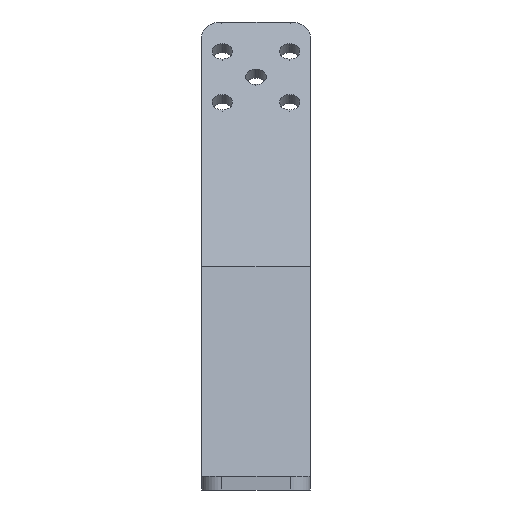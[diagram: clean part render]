
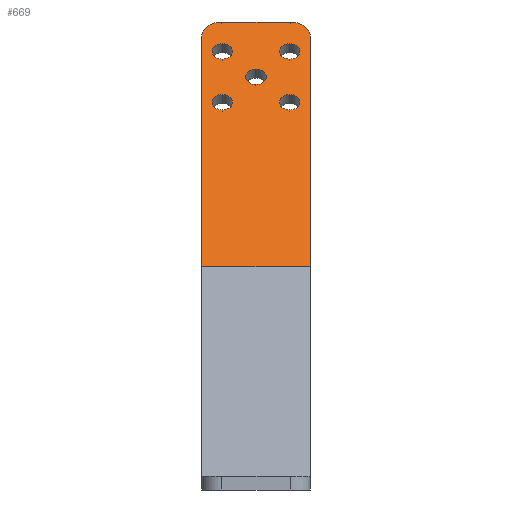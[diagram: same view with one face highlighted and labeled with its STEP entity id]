
A CAD part, front view. The second image highlights one B-rep face of the part: STEP entity #669.
In plain terms, the highlighted planar face has unit normal (0, -0.755, 0.656).
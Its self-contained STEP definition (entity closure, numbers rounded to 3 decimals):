
#2 = CARTESIAN_POINT ( 'NONE',  ( 0., 74.504, 59.574 ) ) ;
#8 = VERTEX_POINT ( 'NONE', #285 ) ;
#11 = DIRECTION ( 'NONE',  ( 0., 0.656, 0.755 ) ) ;
#42 = VERTEX_POINT ( 'NONE', #1144 ) ;
#58 = CARTESIAN_POINT ( 'NONE',  ( 0., 75.488, 60.706 ) ) ;
#59 = DIRECTION ( 'NONE',  ( -1., 0., 0. ) ) ;
#67 = ORIENTED_EDGE ( 'NONE', *, *, #328, .T. ) ;
#79 = VERTEX_POINT ( 'NONE', #2 ) ;
#86 = VERTEX_POINT ( 'NONE', #905 ) ;
#90 = DIRECTION ( 'NONE',  ( 0., -0.755, 0.656 ) ) ;
#91 = EDGE_CURVE ( 'NONE', #42, #793, #1136, .T. ) ;
#98 = EDGE_CURVE ( 'NONE', #663, #522, #412, .T. ) ;
#119 = AXIS2_PLACEMENT_3D ( 'NONE', #164, #1035, #643 ) ;
#157 = VECTOR ( 'NONE', #641, 1000. ) ;
#163 = DIRECTION ( 'NONE',  ( 0., -0.755, 0.656 ) ) ;
#164 = CARTESIAN_POINT ( 'NONE',  ( 4.95, 78.735, 64.442 ) ) ;
#170 = DIRECTION ( 'NONE',  ( 0., 0.656, 0.755 ) ) ;
#193 = VERTEX_POINT ( 'NONE', #626 ) ;
#225 = EDGE_CURVE ( 'NONE', #611, #86, #475, .T. ) ;
#237 = EDGE_LOOP ( 'NONE', ( #665, #1138 ) ) ;
#241 = DIRECTION ( 'NONE',  ( 0., 0.656, 0.755 ) ) ;
#246 = ORIENTED_EDGE ( 'NONE', *, *, #560, .T. ) ;
#252 = CIRCLE ( 'NONE', #1236, 1.5 ) ;
#257 = FACE_BOUND ( 'NONE', #576, .T. ) ;
#259 = CARTESIAN_POINT ( 'NONE',  ( -8., 12.939, -11.248 ) ) ;
#285 = CARTESIAN_POINT ( 'NONE',  ( 4.95, 79.719, 65.574 ) ) ;
#301 = AXIS2_PLACEMENT_3D ( 'NONE', #825, #1011, #1025 ) ;
#307 = ORIENTED_EDGE ( 'NONE', *, *, #362, .F. ) ;
#313 = ORIENTED_EDGE ( 'NONE', *, *, #1110, .F. ) ;
#328 = EDGE_CURVE ( 'NONE', #793, #719, #1128, .T. ) ;
#337 = FACE_BOUND ( 'NONE', #777, .T. ) ;
#348 = CARTESIAN_POINT ( 'NONE',  ( 8., 80.52, 66.494 ) ) ;
#354 = CIRCLE ( 'NONE', #119, 1.5 ) ;
#360 = EDGE_CURVE ( 'NONE', #79, #832, #1032, .T. ) ;
#362 = EDGE_CURVE ( 'NONE', #364, #437, #460, .T. ) ;
#364 = VERTEX_POINT ( 'NONE', #348 ) ;
#367 = DIRECTION ( 'NONE',  ( 0., -0.755, 0.656 ) ) ;
#383 = DIRECTION ( 'NONE',  ( 1., 0., 0. ) ) ;
#392 = ORIENTED_EDGE ( 'NONE', *, *, #98, .F. ) ;
#402 = DIRECTION ( 'NONE',  ( 0., 0.656, 0.755 ) ) ;
#412 = CIRCLE ( 'NONE', #590, 1.5 ) ;
#420 = EDGE_LOOP ( 'NONE', ( #246, #784, #987, #67, #1163, #307 ) ) ;
#423 = CIRCLE ( 'NONE', #1200, 1.5 ) ;
#424 = ORIENTED_EDGE ( 'NONE', *, *, #973, .F. ) ;
#437 = VERTEX_POINT ( 'NONE', #729 ) ;
#460 = LINE ( 'NONE', #545, #806 ) ;
#467 = CARTESIAN_POINT ( 'NONE',  ( 5., 80.52, 66.494 ) ) ;
#475 = CIRCLE ( 'NONE', #957, 1.5 ) ;
#476 = ORIENTED_EDGE ( 'NONE', *, *, #1186, .F. ) ;
#485 = EDGE_LOOP ( 'NONE', ( #424, #1199 ) ) ;
#501 = EDGE_CURVE ( 'NONE', #42, #193, #553, .T. ) ;
#506 = DIRECTION ( 'NONE',  ( 0., -0.755, 0.656 ) ) ;
#522 = VERTEX_POINT ( 'NONE', #946 ) ;
#545 = CARTESIAN_POINT ( 'NONE',  ( 8., 12.939, -11.248 ) ) ;
#546 = LINE ( 'NONE', #941, #599 ) ;
#551 = VERTEX_POINT ( 'NONE', #558 ) ;
#552 = EDGE_CURVE ( 'NONE', #551, #8, #1015, .T. ) ;
#553 = LINE ( 'NONE', #1240, #978 ) ;
#554 = CARTESIAN_POINT ( 'NONE',  ( -4.95, 77.751, 63.31 ) ) ;
#558 = CARTESIAN_POINT ( 'NONE',  ( 4.95, 77.751, 63.31 ) ) ;
#559 = AXIS2_PLACEMENT_3D ( 'NONE', #875, #880, #402 ) ;
#560 = EDGE_CURVE ( 'NONE', #364, #193, #762, .T. ) ;
#571 = DIRECTION ( 'NONE',  ( 0., 0.656, 0.755 ) ) ;
#576 = EDGE_LOOP ( 'NONE', ( #949, #313 ) ) ;
#584 = CIRCLE ( 'NONE', #559, 1.5 ) ;
#590 = AXIS2_PLACEMENT_3D ( 'NONE', #1184, #1179, #1093 ) ;
#599 = VECTOR ( 'NONE', #59, 1000. ) ;
#611 = VERTEX_POINT ( 'NONE', #1162 ) ;
#626 = CARTESIAN_POINT ( 'NONE',  ( 5., 82.488, 68.758 ) ) ;
#631 = AXIS2_PLACEMENT_3D ( 'NONE', #1130, #1226, #937 ) ;
#639 = PLANE ( 'NONE',  #301 ) ;
#641 = DIRECTION ( 'NONE',  ( 0., -0.656, -0.755 ) ) ;
#643 = DIRECTION ( 'NONE',  ( 0., 0.656, 0.755 ) ) ;
#654 = CIRCLE ( 'NONE', #631, 1.5 ) ;
#663 = VERTEX_POINT ( 'NONE', #554 ) ;
#665 = ORIENTED_EDGE ( 'NONE', *, *, #360, .F. ) ;
#669 = ADVANCED_FACE ( 'NONE', ( #337, #847, #1125, #721, #257, #1114 ), #639, .F. ) ;
#673 = EDGE_CURVE ( 'NONE', #437, #719, #546, .T. ) ;
#683 = CARTESIAN_POINT ( 'NONE',  ( -4.95, 72.241, 56.97 ) ) ;
#696 = AXIS2_PLACEMENT_3D ( 'NONE', #1223, #1153, #1054 ) ;
#719 = VERTEX_POINT ( 'NONE', #999 ) ;
#721 = FACE_BOUND ( 'NONE', #485, .T. ) ;
#729 = CARTESIAN_POINT ( 'NONE',  ( 8., 51.203, 32.769 ) ) ;
#762 = CIRCLE ( 'NONE', #842, 3. ) ;
#773 = DIRECTION ( 'NONE',  ( 0., 0.656, 0.755 ) ) ;
#777 = EDGE_LOOP ( 'NONE', ( #392, #476 ) ) ;
#784 = ORIENTED_EDGE ( 'NONE', *, *, #501, .F. ) ;
#793 = VERTEX_POINT ( 'NONE', #1207 ) ;
#806 = VECTOR ( 'NONE', #940, 1000. ) ;
#825 = CARTESIAN_POINT ( 'NONE',  ( 8., 12.939, -11.248 ) ) ;
#832 = VERTEX_POINT ( 'NONE', #833 ) ;
#833 = CARTESIAN_POINT ( 'NONE',  ( 0., 76.472, 61.838 ) ) ;
#842 = AXIS2_PLACEMENT_3D ( 'NONE', #467, #1230, #773 ) ;
#847 = FACE_BOUND ( 'NONE', #989, .T. ) ;
#857 = CARTESIAN_POINT ( 'NONE',  ( -4.95, 71.257, 55.838 ) ) ;
#875 = CARTESIAN_POINT ( 'NONE',  ( -4.95, 78.735, 64.442 ) ) ;
#880 = DIRECTION ( 'NONE',  ( 0., -0.755, 0.656 ) ) ;
#891 = EDGE_CURVE ( 'NONE', #1192, #1152, #423, .T. ) ;
#904 = DIRECTION ( 'NONE',  ( 0., -0.755, 0.656 ) ) ;
#905 = CARTESIAN_POINT ( 'NONE',  ( 4.95, 71.257, 55.838 ) ) ;
#937 = DIRECTION ( 'NONE',  ( 0., 0.656, 0.755 ) ) ;
#940 = DIRECTION ( 'NONE',  ( 0., -0.656, -0.755 ) ) ;
#941 = CARTESIAN_POINT ( 'NONE',  ( 8., 51.203, 32.769 ) ) ;
#944 = EDGE_CURVE ( 'NONE', #832, #79, #947, .T. ) ;
#946 = CARTESIAN_POINT ( 'NONE',  ( -4.95, 79.719, 65.574 ) ) ;
#947 = CIRCLE ( 'NONE', #1064, 1.5 ) ;
#949 = ORIENTED_EDGE ( 'NONE', *, *, #552, .F. ) ;
#957 = AXIS2_PLACEMENT_3D ( 'NONE', #1092, #904, #571 ) ;
#963 = CARTESIAN_POINT ( 'NONE',  ( -4.95, 72.241, 56.97 ) ) ;
#973 = EDGE_CURVE ( 'NONE', #1152, #1192, #252, .T. ) ;
#978 = VECTOR ( 'NONE', #383, 1000. ) ;
#987 = ORIENTED_EDGE ( 'NONE', *, *, #91, .T. ) ;
#989 = EDGE_LOOP ( 'NONE', ( #1091, #1102 ) ) ;
#999 = CARTESIAN_POINT ( 'NONE',  ( -8., 51.203, 32.769 ) ) ;
#1011 = DIRECTION ( 'NONE',  ( 0., 0.755, -0.656 ) ) ;
#1015 = CIRCLE ( 'NONE', #696, 1.5 ) ;
#1025 = DIRECTION ( 'NONE',  ( 0., 0.656, 0.755 ) ) ;
#1032 = CIRCLE ( 'NONE', #1193, 1.5 ) ;
#1035 = DIRECTION ( 'NONE',  ( 0., -0.755, 0.656 ) ) ;
#1054 = DIRECTION ( 'NONE',  ( 0., 0.656, 0.755 ) ) ;
#1062 = CARTESIAN_POINT ( 'NONE',  ( 0., 75.488, 60.706 ) ) ;
#1063 = CARTESIAN_POINT ( 'NONE',  ( -4.95, 73.225, 58.102 ) ) ;
#1064 = AXIS2_PLACEMENT_3D ( 'NONE', #1062, #367, #1141 ) ;
#1073 = DIRECTION ( 'NONE',  ( 0., 0.656, 0.755 ) ) ;
#1076 = CARTESIAN_POINT ( 'NONE',  ( -5., 80.52, 66.494 ) ) ;
#1091 = ORIENTED_EDGE ( 'NONE', *, *, #1099, .F. ) ;
#1092 = CARTESIAN_POINT ( 'NONE',  ( 4.95, 72.241, 56.97 ) ) ;
#1093 = DIRECTION ( 'NONE',  ( 0., 0.656, 0.755 ) ) ;
#1099 = EDGE_CURVE ( 'NONE', #86, #611, #654, .T. ) ;
#1102 = ORIENTED_EDGE ( 'NONE', *, *, #225, .F. ) ;
#1110 = EDGE_CURVE ( 'NONE', #8, #551, #354, .T. ) ;
#1114 = FACE_BOUND ( 'NONE', #237, .T. ) ;
#1125 = FACE_OUTER_BOUND ( 'NONE', #420, .T. ) ;
#1128 = LINE ( 'NONE', #259, #157 ) ;
#1130 = CARTESIAN_POINT ( 'NONE',  ( 4.95, 72.241, 56.97 ) ) ;
#1136 = CIRCLE ( 'NONE', #1159, 3. ) ;
#1138 = ORIENTED_EDGE ( 'NONE', *, *, #944, .F. ) ;
#1141 = DIRECTION ( 'NONE',  ( 0., 0.656, 0.755 ) ) ;
#1144 = CARTESIAN_POINT ( 'NONE',  ( -5., 82.488, 68.758 ) ) ;
#1152 = VERTEX_POINT ( 'NONE', #857 ) ;
#1153 = DIRECTION ( 'NONE',  ( 0., -0.755, 0.656 ) ) ;
#1159 = AXIS2_PLACEMENT_3D ( 'NONE', #1076, #506, #11 ) ;
#1162 = CARTESIAN_POINT ( 'NONE',  ( 4.95, 73.225, 58.102 ) ) ;
#1163 = ORIENTED_EDGE ( 'NONE', *, *, #673, .F. ) ;
#1179 = DIRECTION ( 'NONE',  ( 0., -0.755, 0.656 ) ) ;
#1184 = CARTESIAN_POINT ( 'NONE',  ( -4.95, 78.735, 64.442 ) ) ;
#1186 = EDGE_CURVE ( 'NONE', #522, #663, #584, .T. ) ;
#1192 = VERTEX_POINT ( 'NONE', #1063 ) ;
#1193 = AXIS2_PLACEMENT_3D ( 'NONE', #58, #1212, #241 ) ;
#1199 = ORIENTED_EDGE ( 'NONE', *, *, #891, .F. ) ;
#1200 = AXIS2_PLACEMENT_3D ( 'NONE', #963, #163, #170 ) ;
#1207 = CARTESIAN_POINT ( 'NONE',  ( -8., 80.52, 66.494 ) ) ;
#1212 = DIRECTION ( 'NONE',  ( 0., -0.755, 0.656 ) ) ;
#1223 = CARTESIAN_POINT ( 'NONE',  ( 4.95, 78.735, 64.442 ) ) ;
#1226 = DIRECTION ( 'NONE',  ( 0., -0.755, 0.656 ) ) ;
#1230 = DIRECTION ( 'NONE',  ( 0., -0.755, 0.656 ) ) ;
#1236 = AXIS2_PLACEMENT_3D ( 'NONE', #683, #90, #1073 ) ;
#1240 = CARTESIAN_POINT ( 'NONE',  ( 8., 82.488, 68.758 ) ) ;
